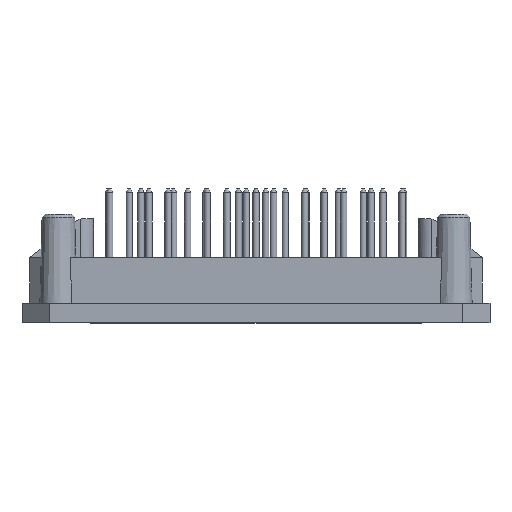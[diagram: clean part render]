
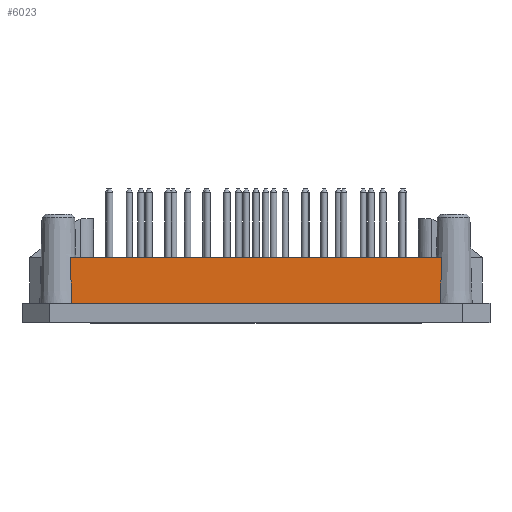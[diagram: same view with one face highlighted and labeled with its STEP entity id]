
A CAD part, front view. The second image highlights one B-rep face of the part: STEP entity #6023.
In plain terms, the highlighted planar face has unit normal (0, -1, 0).
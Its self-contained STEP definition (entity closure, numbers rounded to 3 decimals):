
#54=B_SPLINE_CURVE_WITH_KNOTS('',3,(#9026,#9027,#9028,#9029,#9030,#9031),
 .UNSPECIFIED.,.F.,.F.,(4,2,4),(0.,0.5,1.),.UNSPECIFIED.);
#55=B_SPLINE_CURVE_WITH_KNOTS('',3,(#9035,#9036,#9037,#9038,#9039,#9040),
 .UNSPECIFIED.,.F.,.F.,(4,2,4),(0.,0.5,1.),.UNSPECIFIED.);
#235=LINE('',#8869,#489);
#281=LINE('',#9033,#535);
#489=VECTOR('',#7211,1000.);
#535=VECTOR('',#7343,1000.);
#1311=ORIENTED_EDGE('',*,*,#1979,.T.);
#1312=ORIENTED_EDGE('',*,*,#2046,.F.);
#1313=ORIENTED_EDGE('',*,*,#2047,.T.);
#1314=ORIENTED_EDGE('',*,*,#2048,.F.);
#1979=EDGE_CURVE('',#2412,#2411,#235,.T.);
#2046=EDGE_CURVE('',#2448,#2411,#54,.T.);
#2047=EDGE_CURVE('',#2448,#2449,#281,.T.);
#2048=EDGE_CURVE('',#2412,#2449,#55,.T.);
#2411=VERTEX_POINT('',#8868);
#2412=VERTEX_POINT('',#8870);
#2448=VERTEX_POINT('',#9025);
#2449=VERTEX_POINT('',#9034);
#2989=EDGE_LOOP('',(#1311,#1312,#1313,#1314));
#3445=FACE_BOUND('',#2989,.T.);
#3816=PLANE('',#6396);
#6023=ADVANCED_FACE('',(#3445),#3816,.T.);
#6396=AXIS2_PLACEMENT_3D('',#9032,#7341,#7342);
#7211=DIRECTION('',(1.,0.,0.));
#7341=DIRECTION('',(0.,-1.,0.));
#7342=DIRECTION('',(1.,0.,0.));
#7343=DIRECTION('',(-1.,0.,0.));
#8868=CARTESIAN_POINT('',(28.333,-16.825,3.05));
#8869=CARTESIAN_POINT('',(34.8,-16.825,3.05));
#8870=CARTESIAN_POINT('',(-28.333,-16.825,3.05));
#9025=CARTESIAN_POINT('',(28.595,-16.825,10.05));
#9026=CARTESIAN_POINT('',(28.595,-16.825,10.05));
#9027=CARTESIAN_POINT('',(28.55,-16.825,8.883));
#9028=CARTESIAN_POINT('',(28.506,-16.825,7.717));
#9029=CARTESIAN_POINT('',(28.418,-16.825,5.383));
#9030=CARTESIAN_POINT('',(28.375,-16.825,4.217));
#9031=CARTESIAN_POINT('',(28.333,-16.825,3.05));
#9032=CARTESIAN_POINT('',(34.8,-16.825,10.05));
#9033=CARTESIAN_POINT('',(34.8,-16.825,10.05));
#9034=CARTESIAN_POINT('',(-28.595,-16.825,10.05));
#9035=CARTESIAN_POINT('',(-28.333,-16.825,3.05));
#9036=CARTESIAN_POINT('',(-28.375,-16.825,4.217));
#9037=CARTESIAN_POINT('',(-28.418,-16.825,5.383));
#9038=CARTESIAN_POINT('',(-28.506,-16.825,7.717));
#9039=CARTESIAN_POINT('',(-28.55,-16.825,8.883));
#9040=CARTESIAN_POINT('',(-28.595,-16.825,10.05));
